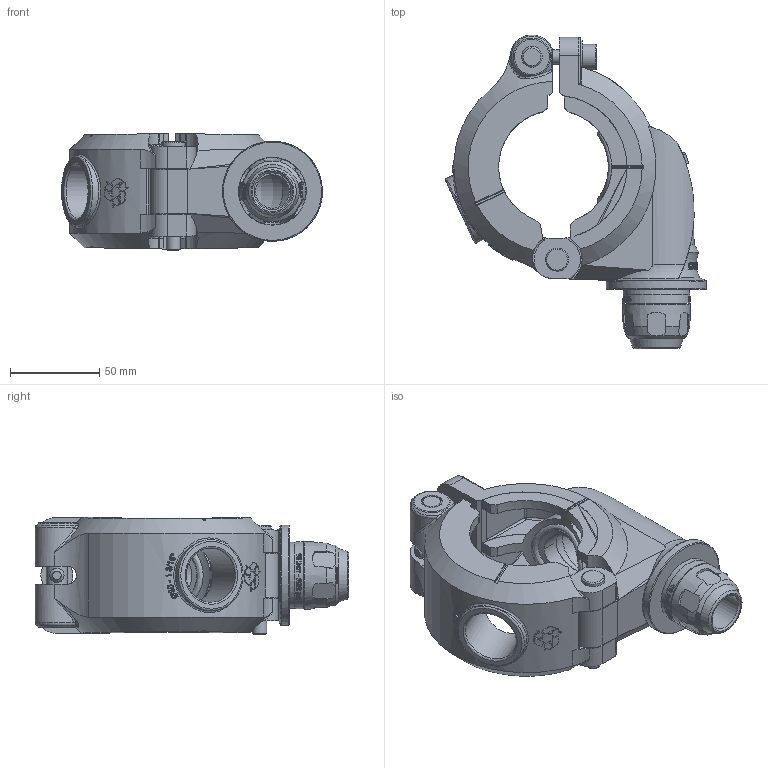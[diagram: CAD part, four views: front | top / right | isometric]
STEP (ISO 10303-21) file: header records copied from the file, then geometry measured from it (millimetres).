
FILE_DESCRIPTION(('STEP AP214'),'1');
FILE_NAME('PPS1 BP6320.stp','2020-07-06T09:29:31',(' '),(' '),'Spatial InterOp 3D',' ',' ');
FILE_SCHEMA(('AUTOMOTIVE_DESIGN { 1 0 10303 214 1 1 1 1 }'));
Length unit declared in the file: metre
Products named in the file (1): 1570440955
Bounding box: 146.56 x 176.22 x 65.75 mm (x, y, z)
Volume: 392524.2 mm3; surface area: 112315.5 mm2
Topology: 1 solids, 1 shells, 1707 faces, 4713 edges, 3105 vertices
Faces by surface type: extrusion 652, plane 496, cylinder 361, cone 79, bspline 66, torus 39, sphere 14
Full cylindrical faces by diameter (mm): 7.8 x3, 8 x2, 8.5 x1, 11.8 x2, 12 x1, 13 x1, 14 x1, 18 x1, 19 x1, 20.7 x1, 28 x3, 30.5 x1, 32.9 x1, 34 x1, 56.161 x1
Entity records: 89780 total; most frequent: CARTESIAN_POINT 37475, ORIENTED_EDGE 9256, DIRECTION 5443, EDGE_CURVE 4628, VERTEX_POINT 3076, B_SPLINE_CURVE_WITH_KNOTS 3074, VECTOR 2237, EDGE_LOOP 1878
